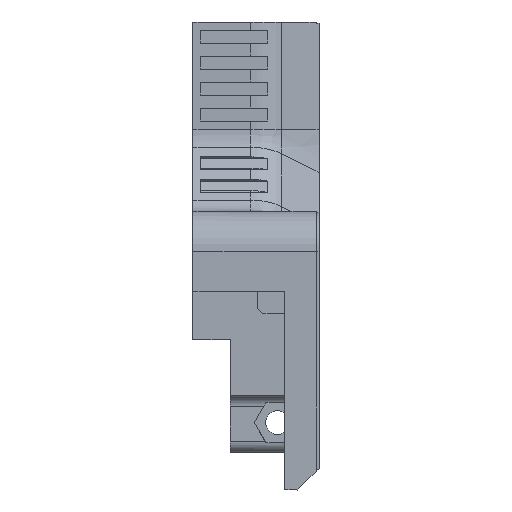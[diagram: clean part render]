
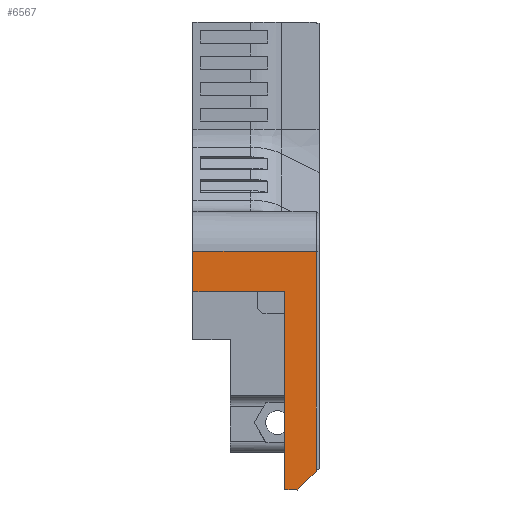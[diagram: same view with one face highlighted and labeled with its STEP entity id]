
A CAD part, front view. The second image highlights one B-rep face of the part: STEP entity #6567.
In plain terms, the highlighted planar face has unit normal (0, -1, 0).
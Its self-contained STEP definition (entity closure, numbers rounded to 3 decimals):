
#172=PLANE('',#6976);
#459=FACE_OUTER_BOUND('',#828,.T.);
#828=EDGE_LOOP('',(#4715,#4716,#4717,#4718,#4719,#4720,#4721));
#1279=LINE('',#9410,#2071);
#1286=LINE('',#9452,#2078);
#1287=LINE('',#9454,#2079);
#1288=LINE('',#9456,#2080);
#1289=LINE('',#9458,#2081);
#1290=LINE('',#9460,#2082);
#1291=LINE('',#9461,#2083);
#2071=VECTOR('',#7600,10.);
#2078=VECTOR('',#7615,10.);
#2079=VECTOR('',#7616,10.);
#2080=VECTOR('',#7617,10.);
#2081=VECTOR('',#7618,10.);
#2082=VECTOR('',#7619,10.);
#2083=VECTOR('',#7620,10.);
#3001=VERTEX_POINT('',#9408);
#3002=VERTEX_POINT('',#9409);
#3010=VERTEX_POINT('',#9451);
#3011=VERTEX_POINT('',#9453);
#3012=VERTEX_POINT('',#9455);
#3013=VERTEX_POINT('',#9457);
#3014=VERTEX_POINT('',#9459);
#3669=EDGE_CURVE('',#3001,#3002,#1279,.T.);
#3680=EDGE_CURVE('',#3010,#3002,#1286,.T.);
#3681=EDGE_CURVE('',#3010,#3011,#1287,.T.);
#3682=EDGE_CURVE('',#3011,#3012,#1288,.T.);
#3683=EDGE_CURVE('',#3013,#3012,#1289,.T.);
#3684=EDGE_CURVE('',#3013,#3014,#1290,.T.);
#3685=EDGE_CURVE('',#3001,#3014,#1291,.T.);
#4715=ORIENTED_EDGE('',*,*,#3669,.T.);
#4716=ORIENTED_EDGE('',*,*,#3680,.F.);
#4717=ORIENTED_EDGE('',*,*,#3681,.T.);
#4718=ORIENTED_EDGE('',*,*,#3682,.T.);
#4719=ORIENTED_EDGE('',*,*,#3683,.F.);
#4720=ORIENTED_EDGE('',*,*,#3684,.T.);
#4721=ORIENTED_EDGE('',*,*,#3685,.F.);
#6567=ADVANCED_FACE('',(#459),#172,.T.);
#6976=AXIS2_PLACEMENT_3D('',#9450,#7613,#7614);
#7600=DIRECTION('',(0.,0.,1.));
#7613=DIRECTION('center_axis',(0.,-1.,0.));
#7614=DIRECTION('ref_axis',(0.,0.,1.));
#7615=DIRECTION('',(1.,0.,0.));
#7616=DIRECTION('',(0.,0.,-1.));
#7617=DIRECTION('',(1.,0.,0.));
#7618=DIRECTION('',(0.,0.,1.));
#7619=DIRECTION('',(1.,0.,0.));
#7620=DIRECTION('',(-0.707,0.,-0.707));
#9408=CARTESIAN_POINT('',(17.1,-109.943,-48.261));
#9409=CARTESIAN_POINT('',(17.1,-109.943,-17.747));
#9410=CARTESIAN_POINT('',(17.1,-109.943,-23.464));
#9450=CARTESIAN_POINT('Origin',(17.5,-109.943,-29.936));
#9451=CARTESIAN_POINT('',(0.,-109.943,-17.747));
#9452=CARTESIAN_POINT('',(17.5,-109.943,-17.747));
#9453=CARTESIAN_POINT('',(0.,-109.943,-23.361));
#9454=CARTESIAN_POINT('',(0.,-109.943,-19.105));
#9455=CARTESIAN_POINT('',(12.75,-109.943,-23.361));
#9456=CARTESIAN_POINT('',(8.75,-109.943,-23.361));
#9457=CARTESIAN_POINT('',(12.75,-109.943,-50.861));
#9458=CARTESIAN_POINT('',(12.75,-109.943,-33.523));
#9459=CARTESIAN_POINT('',(14.5,-109.943,-50.861));
#9460=CARTESIAN_POINT('',(17.5,-109.943,-50.861));
#9461=CARTESIAN_POINT('',(21.231,-109.943,-44.13));
